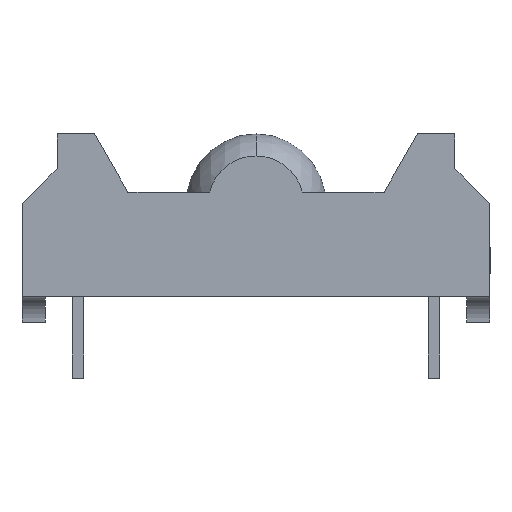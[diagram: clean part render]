
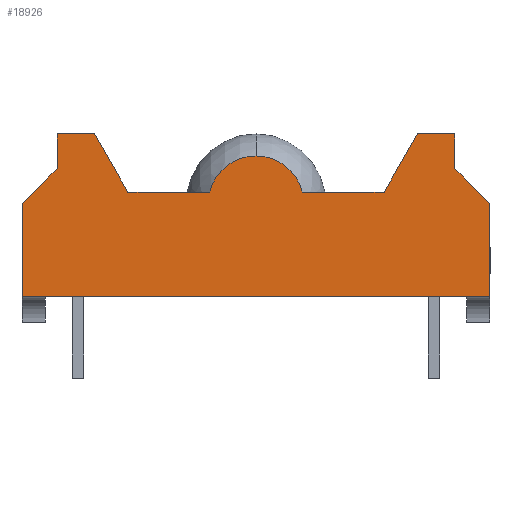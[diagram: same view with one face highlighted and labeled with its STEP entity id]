
A CAD part, left-side view. The second image highlights one B-rep face of the part: STEP entity #18926.
In plain terms, the highlighted planar face has unit normal (-1, 0, 0).
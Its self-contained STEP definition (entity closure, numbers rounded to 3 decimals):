
#589 = VECTOR ( 'NONE', #17091, 1000. ) ;
#603 = LINE ( 'NONE', #12208, #6081 ) ;
#739 = DIRECTION ( 'NONE',  ( -1., 0., 0. ) ) ;
#742 = CARTESIAN_POINT ( 'NONE',  ( -8.75, 10.05, 4. ) ) ;
#747 = VERTEX_POINT ( 'NONE', #13841 ) ;
#763 = CARTESIAN_POINT ( 'NONE',  ( -8.75, 10.05, 4. ) ) ;
#857 = CARTESIAN_POINT ( 'NONE',  ( -8.75, 10.05, 0. ) ) ;
#901 = CARTESIAN_POINT ( 'NONE',  ( -8.75, 8.55, 5.5 ) ) ;
#1052 = LINE ( 'NONE', #12039, #8200 ) ;
#1250 = CARTESIAN_POINT ( 'NONE',  ( -8.75, 8.55, 5.5 ) ) ;
#1345 = VERTEX_POINT ( 'NONE', #18110 ) ;
#1621 = CIRCLE ( 'NONE', #14585, 2.053 ) ;
#1640 = EDGE_CURVE ( 'NONE', #12181, #17010, #17384, .T. ) ;
#1683 = CARTESIAN_POINT ( 'NONE',  ( -8.75, -6.95, 7. ) ) ;
#1702 = CARTESIAN_POINT ( 'NONE',  ( -8.75, 1.991, 4.5 ) ) ;
#1824 = VERTEX_POINT ( 'NONE', #16112 ) ;
#2019 = DIRECTION ( 'NONE',  ( 0., 0., -1. ) ) ;
#2157 = DIRECTION ( 'NONE',  ( 0., -0.5, -0.866 ) ) ;
#2190 = PLANE ( 'NONE',  #9543 ) ;
#2330 = VERTEX_POINT ( 'NONE', #16654 ) ;
#2379 = VECTOR ( 'NONE', #10309, 1000. ) ;
#2696 = LINE ( 'NONE', #8595, #15776 ) ;
#3664 = LINE ( 'NONE', #12262, #13230 ) ;
#3746 = AXIS2_PLACEMENT_3D ( 'NONE', #9036, #17710, #14557 ) ;
#3772 = CARTESIAN_POINT ( 'NONE',  ( -8.75, -8.55, 5.5 ) ) ;
#4120 = EDGE_CURVE ( 'NONE', #4346, #747, #18779, .T. ) ;
#4146 = DIRECTION ( 'NONE',  ( 0., -0.707, -0.707 ) ) ;
#4153 = LINE ( 'NONE', #5773, #13520 ) ;
#4346 = VERTEX_POINT ( 'NONE', #13588 ) ;
#4372 = DIRECTION ( 'NONE',  ( 1., 0., 0. ) ) ;
#4694 = ORIENTED_EDGE ( 'NONE', *, *, #18698, .F. ) ;
#4726 = EDGE_CURVE ( 'NONE', #1824, #17109, #1621, .T. ) ;
#4826 = ORIENTED_EDGE ( 'NONE', *, *, #8264, .F. ) ;
#4954 = VECTOR ( 'NONE', #7555, 1000. ) ;
#5463 = EDGE_CURVE ( 'NONE', #9752, #18862, #603, .T. ) ;
#5562 = ORIENTED_EDGE ( 'NONE', *, *, #4726, .F. ) ;
#5586 = CARTESIAN_POINT ( 'NONE',  ( -8.75, -10.05, 4. ) ) ;
#5773 = CARTESIAN_POINT ( 'NONE',  ( -8.75, 8.55, 7. ) ) ;
#5826 = CARTESIAN_POINT ( 'NONE',  ( -8.75, 6.95, 7. ) ) ;
#5936 = ORIENTED_EDGE ( 'NONE', *, *, #9691, .F. ) ;
#6081 = VECTOR ( 'NONE', #2157, 1000. ) ;
#6379 = VECTOR ( 'NONE', #12950, 1000. ) ;
#6425 = CARTESIAN_POINT ( 'NONE',  ( -8.75, 5.507, 4.5 ) ) ;
#6447 = CARTESIAN_POINT ( 'NONE',  ( -8.75, -10.05, 0. ) ) ;
#6590 = ORIENTED_EDGE ( 'NONE', *, *, #10500, .F. ) ;
#6623 = FACE_OUTER_BOUND ( 'NONE', #15626, .T. ) ;
#7410 = LINE ( 'NONE', #1250, #2379 ) ;
#7447 = CARTESIAN_POINT ( 'NONE',  ( -8.75, 0., 4. ) ) ;
#7555 = DIRECTION ( 'NONE',  ( 0., -0.5, 0.866 ) ) ;
#7606 = EDGE_CURVE ( 'NONE', #17010, #4346, #7995, .T. ) ;
#7725 = VECTOR ( 'NONE', #16687, 1000. ) ;
#7995 = LINE ( 'NONE', #3772, #7725 ) ;
#8071 = CARTESIAN_POINT ( 'NONE',  ( -8.75, 0., 0. ) ) ;
#8088 = DIRECTION ( 'NONE',  ( 0., -1., 0. ) ) ;
#8200 = VECTOR ( 'NONE', #15820, 1000. ) ;
#8264 = EDGE_CURVE ( 'NONE', #16305, #1824, #11782, .T. ) ;
#8297 = LINE ( 'NONE', #763, #8964 ) ;
#8595 = CARTESIAN_POINT ( 'NONE',  ( -8.75, -5.507, 4.5 ) ) ;
#8763 = VERTEX_POINT ( 'NONE', #9194 ) ;
#8964 = VECTOR ( 'NONE', #18953, 1000. ) ;
#9019 = ORIENTED_EDGE ( 'NONE', *, *, #17569, .F. ) ;
#9036 = CARTESIAN_POINT ( 'NONE',  ( -8.75, 0., 4. ) ) ;
#9194 = CARTESIAN_POINT ( 'NONE',  ( -8.75, -10.05, 0. ) ) ;
#9223 = EDGE_CURVE ( 'NONE', #16163, #12353, #8297, .T. ) ;
#9543 = AXIS2_PLACEMENT_3D ( 'NONE', #8071, #739, #12535 ) ;
#9691 = EDGE_CURVE ( 'NONE', #10204, #12181, #18931, .T. ) ;
#9752 = VERTEX_POINT ( 'NONE', #5826 ) ;
#10204 = VERTEX_POINT ( 'NONE', #15338 ) ;
#10213 = ORIENTED_EDGE ( 'NONE', *, *, #9223, .F. ) ;
#10247 = DIRECTION ( 'NONE',  ( 0., 0., -1. ) ) ;
#10309 = DIRECTION ( 'NONE',  ( 0., 0., 1. ) ) ;
#10312 = DIRECTION ( 'NONE',  ( 0., -1., 0. ) ) ;
#10500 = EDGE_CURVE ( 'NONE', #17109, #10204, #2696, .T. ) ;
#10660 = CARTESIAN_POINT ( 'NONE',  ( -8.75, -8.55, 7. ) ) ;
#11183 = VECTOR ( 'NONE', #4146, 1000. ) ;
#11335 = CARTESIAN_POINT ( 'NONE',  ( -8.75, -8.55, 7. ) ) ;
#11782 = CIRCLE ( 'NONE', #3746, 2.053 ) ;
#12039 = CARTESIAN_POINT ( 'NONE',  ( -8.75, 10.05, 0. ) ) ;
#12181 = VERTEX_POINT ( 'NONE', #15975 ) ;
#12208 = CARTESIAN_POINT ( 'NONE',  ( -8.75, 6.95, 7. ) ) ;
#12262 = CARTESIAN_POINT ( 'NONE',  ( -8.75, -5.507, 4.5 ) ) ;
#12353 = VERTEX_POINT ( 'NONE', #901 ) ;
#12479 = ORIENTED_EDGE ( 'NONE', *, *, #5463, .F. ) ;
#12535 = DIRECTION ( 'NONE',  ( 0., 0., 1. ) ) ;
#12760 = LINE ( 'NONE', #857, #6379 ) ;
#12950 = DIRECTION ( 'NONE',  ( 0., 1., 0. ) ) ;
#13000 = EDGE_CURVE ( 'NONE', #1345, #16163, #1052, .T. ) ;
#13230 = VECTOR ( 'NONE', #8088, 1000. ) ;
#13288 = ORIENTED_EDGE ( 'NONE', *, *, #1640, .F. ) ;
#13510 = VECTOR ( 'NONE', #2019, 1000. ) ;
#13520 = VECTOR ( 'NONE', #14379, 1000. ) ;
#13588 = CARTESIAN_POINT ( 'NONE',  ( -8.75, -8.55, 5.5 ) ) ;
#13841 = CARTESIAN_POINT ( 'NONE',  ( -8.75, -10.05, 4. ) ) ;
#14000 = ORIENTED_EDGE ( 'NONE', *, *, #14858, .F. ) ;
#14379 = DIRECTION ( 'NONE',  ( 0., -1., 0. ) ) ;
#14557 = DIRECTION ( 'NONE',  ( 0., 0., -1. ) ) ;
#14585 = AXIS2_PLACEMENT_3D ( 'NONE', #7447, #4372, #10247 ) ;
#14858 = EDGE_CURVE ( 'NONE', #747, #8763, #16684, .T. ) ;
#14972 = CARTESIAN_POINT ( 'NONE',  ( -8.75, -1.991, 4.5 ) ) ;
#15102 = ORIENTED_EDGE ( 'NONE', *, *, #4120, .F. ) ;
#15338 = CARTESIAN_POINT ( 'NONE',  ( -8.75, -5.507, 4.5 ) ) ;
#15436 = ORIENTED_EDGE ( 'NONE', *, *, #7606, .F. ) ;
#15626 = EDGE_LOOP ( 'NONE', ( #4826, #9019, #12479, #4694, #15733, #10213, #18604, #17338, #14000, #15102, #15436, #13288, #5936, #6590, #5562 ) ) ;
#15733 = ORIENTED_EDGE ( 'NONE', *, *, #15895, .F. ) ;
#15776 = VECTOR ( 'NONE', #10312, 1000. ) ;
#15802 = EDGE_CURVE ( 'NONE', #8763, #1345, #12760, .T. ) ;
#15820 = DIRECTION ( 'NONE',  ( 0., 0., 1. ) ) ;
#15895 = EDGE_CURVE ( 'NONE', #12353, #2330, #7410, .T. ) ;
#15975 = CARTESIAN_POINT ( 'NONE',  ( -8.75, -6.95, 7. ) ) ;
#16112 = CARTESIAN_POINT ( 'NONE',  ( -8.75, 0., 6.053 ) ) ;
#16163 = VERTEX_POINT ( 'NONE', #742 ) ;
#16305 = VERTEX_POINT ( 'NONE', #1702 ) ;
#16654 = CARTESIAN_POINT ( 'NONE',  ( -8.75, 8.55, 7. ) ) ;
#16684 = LINE ( 'NONE', #6447, #13510 ) ;
#16687 = DIRECTION ( 'NONE',  ( 0., 0., -1. ) ) ;
#17010 = VERTEX_POINT ( 'NONE', #10660 ) ;
#17091 = DIRECTION ( 'NONE',  ( 0., -1., 0. ) ) ;
#17109 = VERTEX_POINT ( 'NONE', #14972 ) ;
#17338 = ORIENTED_EDGE ( 'NONE', *, *, #15802, .F. ) ;
#17384 = LINE ( 'NONE', #11335, #589 ) ;
#17569 = EDGE_CURVE ( 'NONE', #18862, #16305, #3664, .T. ) ;
#17710 = DIRECTION ( 'NONE',  ( 1., 0., 0. ) ) ;
#18110 = CARTESIAN_POINT ( 'NONE',  ( -8.75, 10.05, 0. ) ) ;
#18604 = ORIENTED_EDGE ( 'NONE', *, *, #13000, .F. ) ;
#18698 = EDGE_CURVE ( 'NONE', #2330, #9752, #4153, .T. ) ;
#18779 = LINE ( 'NONE', #5586, #11183 ) ;
#18862 = VERTEX_POINT ( 'NONE', #6425 ) ;
#18926 = ADVANCED_FACE ( 'NONE', ( #6623 ), #2190, .T. ) ;
#18931 = LINE ( 'NONE', #1683, #4954 ) ;
#18953 = DIRECTION ( 'NONE',  ( 0., -0.707, 0.707 ) ) ;
